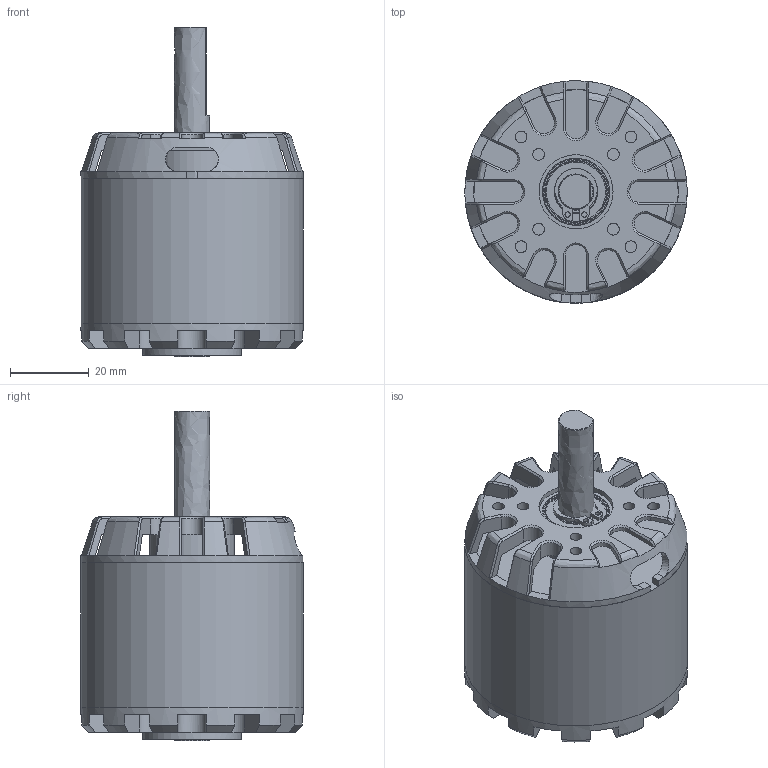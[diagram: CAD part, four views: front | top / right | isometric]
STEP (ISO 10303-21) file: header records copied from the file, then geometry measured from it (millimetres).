
FILE_DESCRIPTION(('FreeCAD Model'),'2;1');
FILE_NAME('Open CASCADE Shape Model','2025-04-30T07:38:17',('FreeCAD'),( 'FreeCAD'),'Open CASCADE STEP processor 7.6','FreeCAD','Unknown');
FILE_SCHEMA(('AUTOMOTIVE_DESIGN { 1 0 10303 214 1 1 1 1 }'));
Length unit declared in the file: millimetre
Products named in the file (1): Open CASCADE STEP translator 7.6 1
Bounding box: 56.39 x 56.39 x 83.69 mm (x, y, z)
Volume: 113096.8 mm3; surface area: 31441 mm2
Topology: 19 solids, 19 shells, 403 faces, 1120 edges, 694 vertices
Faces by surface type: bspline 403
Entity records: 16966 total; most frequent: CARTESIAN_POINT 10677, ORIENTED_EDGE 2174, EDGE_CURVE 1087, B_SPLINE_CURVE_WITH_KNOTS 704, VERTEX_POINT 685, FACE_BOUND 470, EDGE_LOOP 461, ADVANCED_FACE 403
